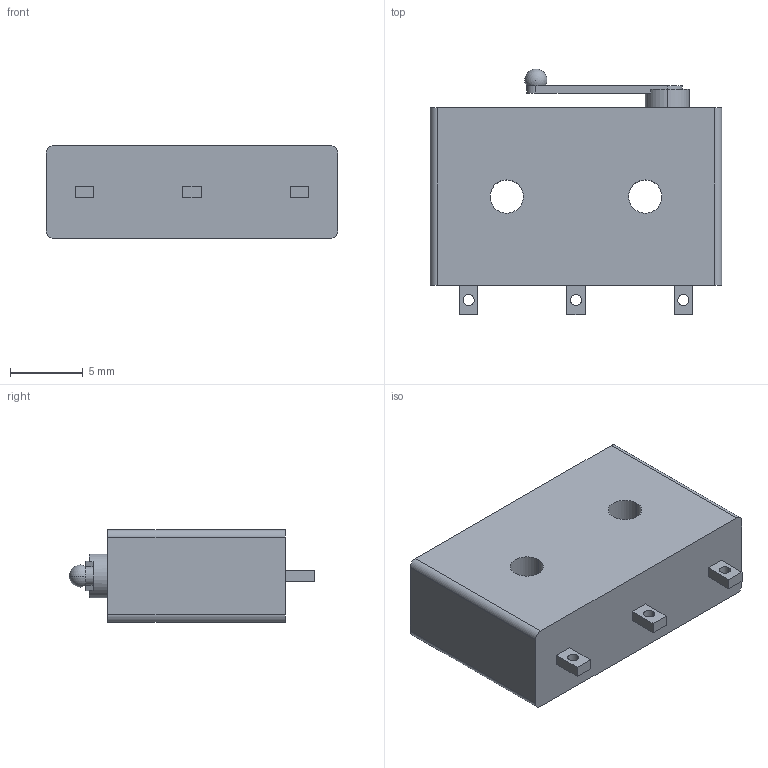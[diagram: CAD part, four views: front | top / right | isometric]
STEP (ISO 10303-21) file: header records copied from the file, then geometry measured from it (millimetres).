
FILE_DESCRIPTION (( 'STEP AP214' ), '1' );
FILE_NAME ('1010901B.STEP', '2020-09-03T20:39:12', ( '' ), ( '' ), 'SwSTEP 2.0', 'SolidWorks 2019', '' );
FILE_SCHEMA (( 'AUTOMOTIVE_DESIGN' ));
Length unit declared in the file: inch
Products named in the file (1): 1010901B
Bounding box: 20.04 x 16.89 x 6.35 mm (x, y, z)
Volume: 1519.8 mm3; surface area: 1041 mm2
Topology: 1 solids, 1 shells, 47 faces, 127 edges, 84 vertices
Faces by surface type: plane 27, cylinder 18, sphere 2
Entity records: 1512 total; most frequent: DIRECTION 262, CARTESIAN_POINT 251, ORIENTED_EDGE 244, EDGE_CURVE 122, AXIS2_PLACEMENT_3D 92, VERTEX_POINT 81, LINE 78, VECTOR 78
